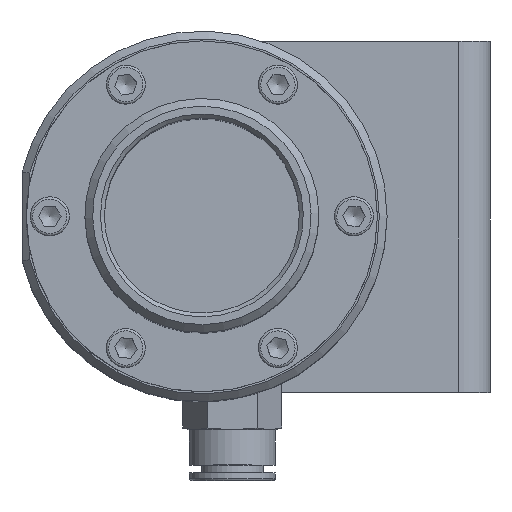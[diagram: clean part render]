
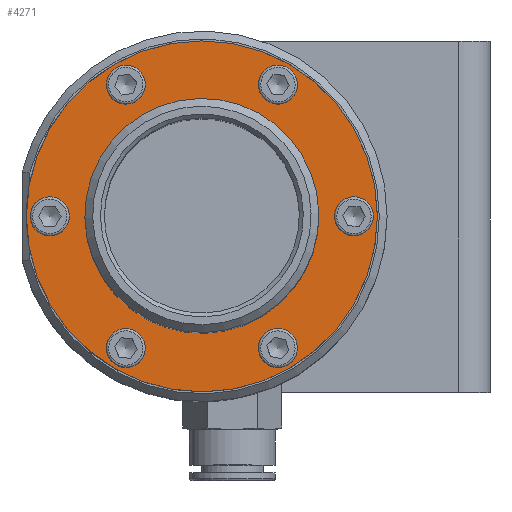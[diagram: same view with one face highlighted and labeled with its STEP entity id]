
A CAD part, top view. The second image highlights one B-rep face of the part: STEP entity #4271.
In plain terms, the highlighted planar face has unit normal (0, 0, 1).
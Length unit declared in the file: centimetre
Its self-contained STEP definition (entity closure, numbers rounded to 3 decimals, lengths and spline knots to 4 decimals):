
#342=FACE_BOUND('',#900,.T.);
#343=FACE_BOUND('',#901,.T.);
#344=FACE_BOUND('',#902,.T.);
#345=FACE_BOUND('',#903,.T.);
#346=FACE_BOUND('',#904,.T.);
#347=FACE_BOUND('',#905,.T.);
#348=FACE_BOUND('',#906,.T.);
#443=PLANE('',#4660);
#630=FACE_OUTER_BOUND('',#899,.T.);
#899=EDGE_LOOP('',(#3439));
#900=EDGE_LOOP('',(#3440));
#901=EDGE_LOOP('',(#3441));
#902=EDGE_LOOP('',(#3442));
#903=EDGE_LOOP('',(#3443));
#904=EDGE_LOOP('',(#3444));
#905=EDGE_LOOP('',(#3445));
#906=EDGE_LOOP('',(#3446));
#1704=CIRCLE('',#4543,0.5);
#1709=CIRCLE('',#4558,0.5);
#1714=CIRCLE('',#4573,0.5);
#1745=CIRCLE('',#4661,4.5);
#1746=CIRCLE('',#4662,0.5);
#1747=CIRCLE('',#4663,0.5);
#1748=CIRCLE('',#4664,0.5);
#1749=CIRCLE('',#4665,3.);
#1928=VERTEX_POINT('',#6355);
#1946=VERTEX_POINT('',#6423);
#1964=VERTEX_POINT('',#6491);
#2065=VERTEX_POINT('',#6856);
#2066=VERTEX_POINT('',#6858);
#2067=VERTEX_POINT('',#6860);
#2068=VERTEX_POINT('',#6862);
#2069=VERTEX_POINT('',#6864);
#2359=EDGE_CURVE('',#1928,#1928,#1704,.T.);
#2385=EDGE_CURVE('',#1946,#1946,#1709,.T.);
#2411=EDGE_CURVE('',#1964,#1964,#1714,.T.);
#2562=EDGE_CURVE('',#2065,#2065,#1745,.T.);
#2563=EDGE_CURVE('',#2066,#2066,#1746,.T.);
#2564=EDGE_CURVE('',#2067,#2067,#1747,.T.);
#2565=EDGE_CURVE('',#2068,#2068,#1748,.T.);
#2566=EDGE_CURVE('',#2069,#2069,#1749,.T.);
#3439=ORIENTED_EDGE('',*,*,#2562,.T.);
#3440=ORIENTED_EDGE('',*,*,#2563,.T.);
#3441=ORIENTED_EDGE('',*,*,#2359,.T.);
#3442=ORIENTED_EDGE('',*,*,#2564,.T.);
#3443=ORIENTED_EDGE('',*,*,#2385,.T.);
#3444=ORIENTED_EDGE('',*,*,#2565,.T.);
#3445=ORIENTED_EDGE('',*,*,#2411,.T.);
#3446=ORIENTED_EDGE('',*,*,#2566,.F.);
#4271=ADVANCED_FACE('',(#630,#342,#343,#344,#345,#346,#347,#348),#443,.T.);
#4543=AXIS2_PLACEMENT_3D('',#6356,#5146,#5147);
#4558=AXIS2_PLACEMENT_3D('',#6424,#5190,#5191);
#4573=AXIS2_PLACEMENT_3D('',#6492,#5234,#5235);
#4660=AXIS2_PLACEMENT_3D('',#6855,#5500,#5501);
#4661=AXIS2_PLACEMENT_3D('',#6857,#5502,#5503);
#4662=AXIS2_PLACEMENT_3D('',#6859,#5504,#5505);
#4663=AXIS2_PLACEMENT_3D('',#6861,#5506,#5507);
#4664=AXIS2_PLACEMENT_3D('',#6863,#5508,#5509);
#4665=AXIS2_PLACEMENT_3D('',#6865,#5510,#5511);
#5146=DIRECTION('center_axis',(0.,0.,
-1.));
#5147=DIRECTION('ref_axis',(-0.207,-0.978,0.));
#5190=DIRECTION('center_axis',(0.,0.,
-1.));
#5191=DIRECTION('ref_axis',(0.15,-0.989,0.));
#5234=DIRECTION('center_axis',(0.,0.,
-1.));
#5235=DIRECTION('ref_axis',(0.012,-1.,0.));
#5500=DIRECTION('center_axis',(0.,0.,
1.));
#5501=DIRECTION('ref_axis',(-1.,0.,0.));
#5502=DIRECTION('center_axis',(0.,0.,
1.));
#5503=DIRECTION('ref_axis',(-1.,0.,0.));
#5504=DIRECTION('center_axis',(0.,0.,
-1.));
#5505=DIRECTION('ref_axis',(0.809,-0.588,0.));
#5506=DIRECTION('center_axis',(0.,0.,
-1.));
#5507=DIRECTION('ref_axis',(-0.051,-0.999,0.));
#5508=DIRECTION('center_axis',(0.,0.,
-1.));
#5509=DIRECTION('ref_axis',(-0.899,-0.437,0.));
#5510=DIRECTION('center_axis',(0.,0.,
1.));
#5511=DIRECTION('ref_axis',(-0.627,-0.779,0.));
#6355=CARTESIAN_POINT('',(1.2003,1.1202,6.45));
#6356=CARTESIAN_POINT('Origin',(1.0967,0.631,6.45));
#6423=CARTESIAN_POINT('',(-2.8783,7.8804,6.45));
#6424=CARTESIAN_POINT('Origin',(-2.8033,7.386,6.45));
#6491=CARTESIAN_POINT('',(-4.7592,4.5085,6.45));
#6492=CARTESIAN_POINT('Origin',(-4.7533,4.0085,6.45));
#6855=CARTESIAN_POINT('Origin',(5.5467,8.5085,6.45));
#6856=CARTESIAN_POINT('',(-0.8533,8.5085,6.45));
#6857=CARTESIAN_POINT('Origin',(-0.8533,4.0085,6.45));
#6858=CARTESIAN_POINT('',(-3.2076,0.9252,6.45));
#6859=CARTESIAN_POINT('Origin',(-2.8033,0.631,6.45));
#6860=CARTESIAN_POINT('',(3.0722,4.5079,6.45));
#6861=CARTESIAN_POINT('Origin',(3.0467,4.0085,6.45));
#6862=CARTESIAN_POINT('',(1.5464,7.6046,6.45));
#6863=CARTESIAN_POINT('Origin',(1.0967,7.386,6.45));
#6864=CARTESIAN_POINT('',(1.0283,6.3451,6.45));
#6865=CARTESIAN_POINT('Origin',(-0.8533,4.0085,6.45));
